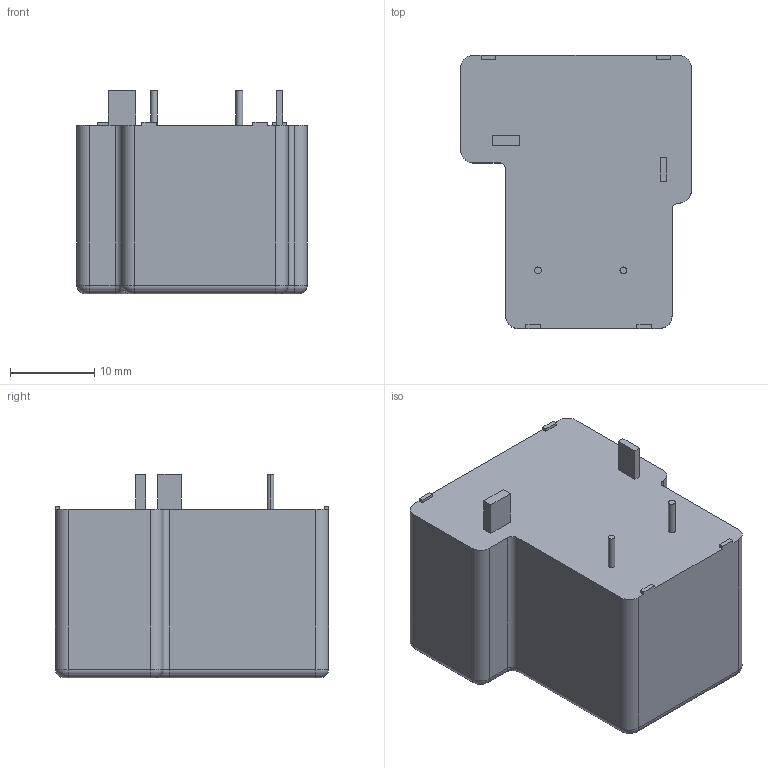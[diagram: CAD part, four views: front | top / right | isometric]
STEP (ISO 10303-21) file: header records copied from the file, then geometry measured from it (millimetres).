
FILE_DESCRIPTION (( 'STEP AP214' ), '1' );
FILE_NAME ('T9VV1K15-12S.STEP', '2020-02-21T23:25:34', ( '' ), ( '' ), 'SwSTEP 2.0', 'SolidWorks 2019', '' );
FILE_SCHEMA (( 'AUTOMOTIVE_DESIGN' ));
Length unit declared in the file: inch
Products named in the file (1): T9VV1K15-12S
Bounding box: 27.43 x 32.51 x 24.2 mm (x, y, z)
Volume: 15035.7 mm3; surface area: 3871.1 mm2
Topology: 5 solids, 5 shells, 70 faces, 164 edges, 104 vertices
Faces by surface type: plane 42, cylinder 20, torus 8
Entity records: 2072 total; most frequent: DIRECTION 354, CARTESIAN_POINT 339, ORIENTED_EDGE 328, EDGE_CURVE 164, AXIS2_PLACEMENT_3D 119, VECTOR 116, LINE 116, VERTEX_POINT 104
